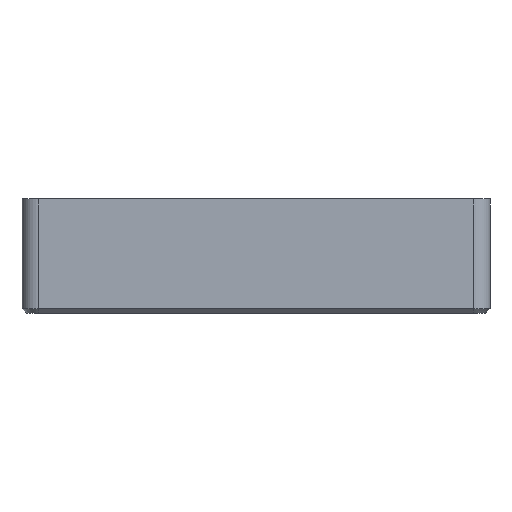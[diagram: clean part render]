
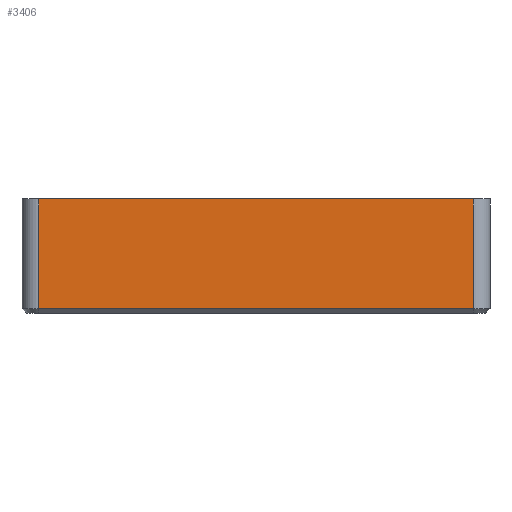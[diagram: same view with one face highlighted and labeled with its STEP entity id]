
A CAD part, left-side view. The second image highlights one B-rep face of the part: STEP entity #3406.
In plain terms, the highlighted planar face has unit normal (-1, 0, 0).
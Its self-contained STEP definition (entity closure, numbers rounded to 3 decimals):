
#369=FACE_OUTER_BOUND('',#607,.T.);
#607=EDGE_LOOP('',(#2853,#2854,#2855,#2856));
#939=LINE('',#5491,#1296);
#943=LINE('',#5502,#1300);
#984=LINE('',#5592,#1341);
#990=LINE('',#5611,#1347);
#1296=VECTOR('',#4447,10.);
#1300=VECTOR('',#4459,10.);
#1341=VECTOR('',#4512,10.);
#1347=VECTOR('',#4532,10.);
#1650=VERTEX_POINT('',#5452);
#1659=VERTEX_POINT('',#5484);
#1663=VERTEX_POINT('',#5501);
#1706=VERTEX_POINT('',#5591);
#2072=EDGE_CURVE('',#1659,#1650,#939,.T.);
#2077=EDGE_CURVE('',#1650,#1663,#943,.T.);
#2122=EDGE_CURVE('',#1663,#1706,#984,.F.);
#2134=EDGE_CURVE('',#1706,#1659,#990,.T.);
#2853=ORIENTED_EDGE('',*,*,#2072,.F.);
#2854=ORIENTED_EDGE('',*,*,#2134,.F.);
#2855=ORIENTED_EDGE('',*,*,#2122,.F.);
#2856=ORIENTED_EDGE('',*,*,#2077,.F.);
#3246=PLANE('',#3718);
#3406=ADVANCED_FACE('',(#369),#3246,.T.);
#3718=AXIS2_PLACEMENT_3D('',#5612,#4533,#4534);
#4447=DIRECTION('',(0.,1.,0.));
#4459=DIRECTION('',(0.,0.,1.));
#4512=DIRECTION('',(0.,1.,0.));
#4532=DIRECTION('',(0.,0.,-1.));
#4533=DIRECTION('center_axis',(-1.,0.,0.));
#4534=DIRECTION('ref_axis',(0.,1.,0.));
#5452=CARTESIAN_POINT('',(43169.284,-34864.692,856.5));
#5484=CARTESIAN_POINT('',(43169.284,-34969.499,856.5));
#5491=CARTESIAN_POINT('',(43169.284,-34945.297,856.5));
#5501=CARTESIAN_POINT('',(43169.284,-34864.692,883.));
#5502=CARTESIAN_POINT('',(43169.284,-34864.692,859.));
#5591=CARTESIAN_POINT('',(43169.284,-34969.499,883.));
#5592=CARTESIAN_POINT('',(43169.284,-34945.297,883.));
#5611=CARTESIAN_POINT('',(43169.284,-34969.499,859.));
#5612=CARTESIAN_POINT('Origin',(43169.284,-34973.499,859.));
